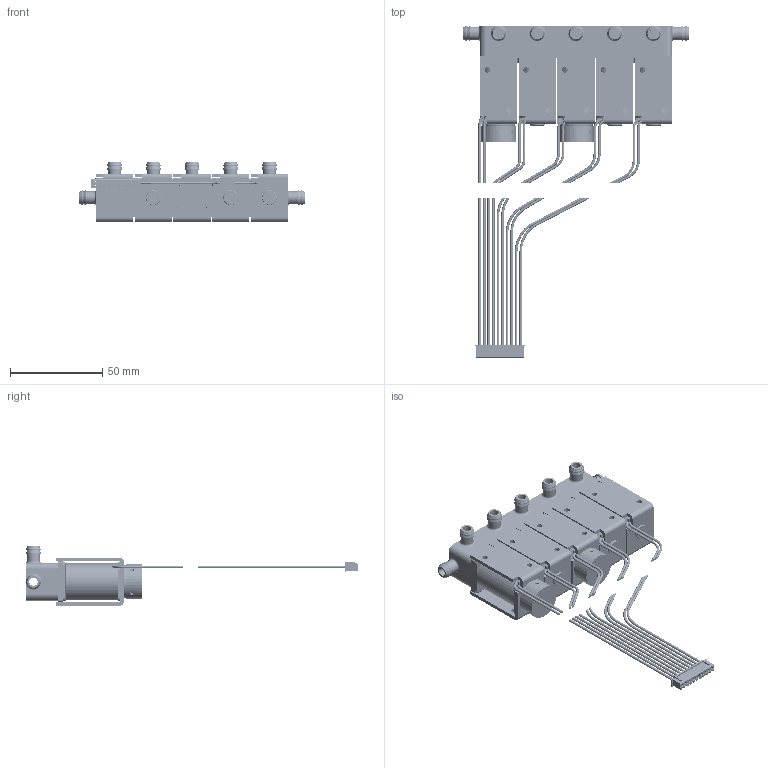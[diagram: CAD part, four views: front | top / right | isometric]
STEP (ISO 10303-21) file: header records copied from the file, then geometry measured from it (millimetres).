
FILE_DESCRIPTION((''),'2;1');
FILE_NAME('KSV12WA-12AG','2018-03-23T',('fuhq'),(''),'CREO PARAMETRIC BY PTC INC, 2015200','CREO PARAMETRIC BY PTC INC, 2015200','');
FILE_SCHEMA(('CONFIG_CONTROL_DESIGN'));
Products named in the file (1): KSV12WA-12AG
Bounding box: 122.5 x 180.08 x 32.35 mm (x, y, z)
Volume: 112726.5 mm3; surface area: 60764.3 mm2
Topology: 10 solids, 33 shells, 3113 faces, 8592 edges, 5431 vertices
Faces by surface type: plane 1124, cylinder 1072, torus 523, bspline 280, sphere 60, cone 54
Entity records: 137085 total; most frequent: CARTESIAN_POINT 61129, ORIENTED_EDGE 16824, DIRECTION 14818, EDGE_CURVE 8412, AXIS2_PLACEMENT_3D 5565, VERTEX_POINT 5351, VECTOR 3688, LINE 3688
